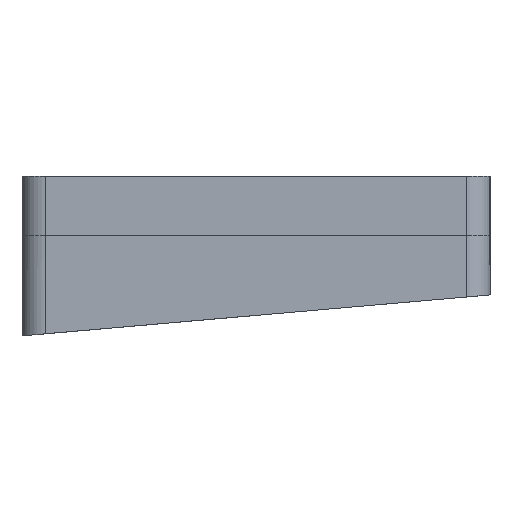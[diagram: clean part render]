
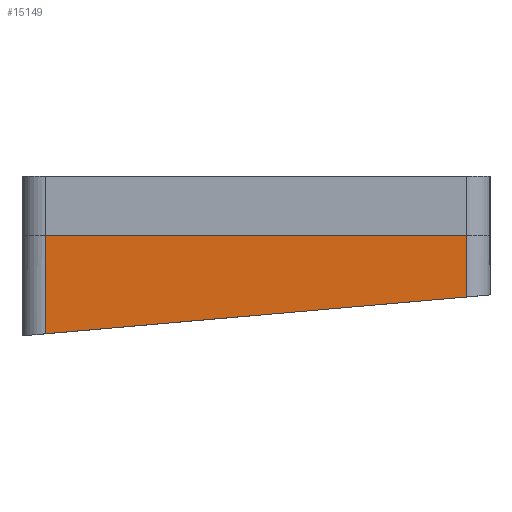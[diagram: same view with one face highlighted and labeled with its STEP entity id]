
A CAD part, left-side view. The second image highlights one B-rep face of the part: STEP entity #15149.
In plain terms, the highlighted planar face has unit normal (-1, 0, 0).
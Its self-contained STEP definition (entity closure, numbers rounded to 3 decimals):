
#696=PLANE('',#16697);
#1489=FACE_OUTER_BOUND('',#2423,.T.);
#2423=EDGE_LOOP('',(#13815,#13816,#13817,#13818));
#3802=LINE('',#26661,#5183);
#3803=LINE('',#26667,#5184);
#3804=LINE('',#26668,#5185);
#3805=LINE('',#26669,#5186);
#5183=VECTOR('',#21116,10.);
#5184=VECTOR('',#21123,10.);
#5185=VECTOR('',#21124,10.);
#5186=VECTOR('',#21125,10.);
#7350=VERTEX_POINT('',#26659);
#7351=VERTEX_POINT('',#26660);
#7352=VERTEX_POINT('',#26665);
#7353=VERTEX_POINT('',#26666);
#9524=EDGE_CURVE('',#7350,#7351,#3802,.T.);
#9527=EDGE_CURVE('',#7352,#7353,#3803,.T.);
#9528=EDGE_CURVE('',#7351,#7352,#3804,.T.);
#9529=EDGE_CURVE('',#7350,#7353,#3805,.T.);
#13815=ORIENTED_EDGE('',*,*,#9527,.F.);
#13816=ORIENTED_EDGE('',*,*,#9528,.F.);
#13817=ORIENTED_EDGE('',*,*,#9524,.F.);
#13818=ORIENTED_EDGE('',*,*,#9529,.T.);
#15149=ADVANCED_FACE('',(#1489),#696,.T.);
#16697=AXIS2_PLACEMENT_3D('',#26664,#21121,#21122);
#21116=DIRECTION('',(0.,0.,1.));
#21121=DIRECTION('center_axis',(-1.,0.,0.));
#21122=DIRECTION('ref_axis',(0.,1.,0.));
#21123=DIRECTION('',(0.,0.,-1.));
#21124=DIRECTION('',(0.,-1.,0.));
#21125=DIRECTION('',(0.,-0.996,0.087));
#26659=CARTESIAN_POINT('',(-4.125,13.525,-19.544));
#26660=CARTESIAN_POINT('',(-4.125,13.525,-3.));
#26661=CARTESIAN_POINT('',(-4.125,13.525,-3.));
#26664=CARTESIAN_POINT('Origin',(-4.125,-61.275,-3.));
#26665=CARTESIAN_POINT('',(-4.125,-57.275,-3.));
#26666=CARTESIAN_POINT('',(-4.125,-57.275,-13.35));
#26667=CARTESIAN_POINT('',(-4.125,-57.275,-3.));
#26668=CARTESIAN_POINT('',(-4.125,-41.575,-3.));
#26669=CARTESIAN_POINT('',(-4.125,-22.309,-16.409));
